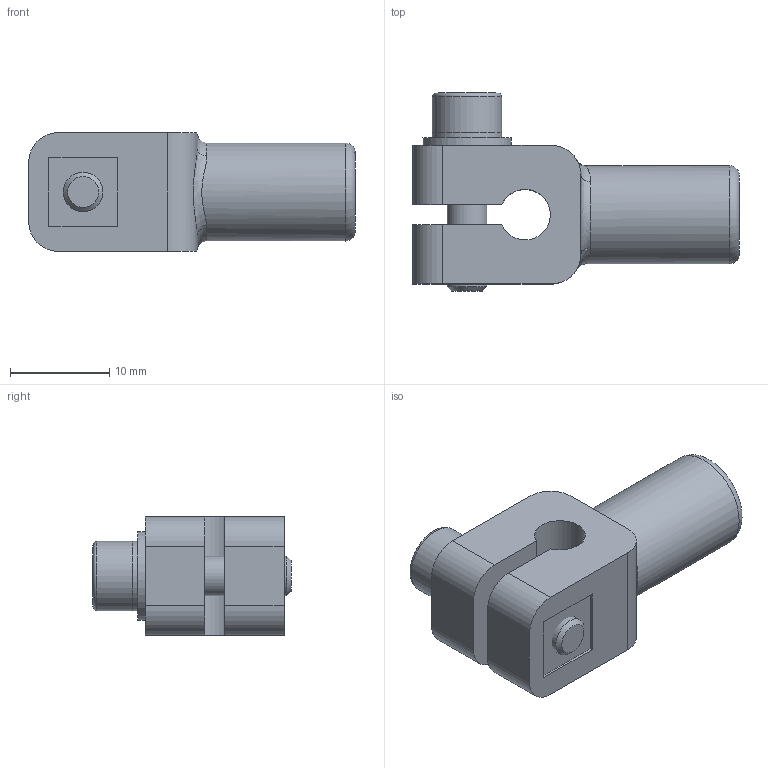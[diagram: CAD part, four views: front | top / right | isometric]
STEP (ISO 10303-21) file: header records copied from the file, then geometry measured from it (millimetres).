
FILE_DESCRIPTION((''),'2;1');
FILE_NAME('1-804-03-00-0 SH 5-10.stp','2008-01-17T10:38:06',('Wilberg'),(''),'Autodesk Inventor 11','Autodesk Inventor 11','');
FILE_SCHEMA(('AUTOMOTIVE_DESIGN { 1 0 10303 214 1 1 1 1 }'));
Length unit declared in the file: millimetre
Products named in the file (6): 1-804-03-00-0 SH 5-10; 1-804-03-01-0 -; ISO 7090-FormA4.3; BMU-493-004; ISO 4762-M4x16; DIN 562-M4
Assembly tree (5 placements, depth 2):
  1-804-03-00-0 SH 5-10
    1-804-03-01-0 -
    ISO 7090-FormA4.3
    BMU-493-004
    ISO 4762-M4x16
    DIN 562-M4
Bounding box: 33 x 20 x 12 mm (x, y, z)
Volume: 3517.8 mm3; surface area: 3005.8 mm2
Topology: 5 solids, 5 shells, 65 faces, 148 edges, 97 vertices
Faces by surface type: plane 36, cylinder 15, bspline 10, cone 3, torus 1
Full cylindrical faces by diameter (mm): 4 x2, 4.3 x2, 7 x2, 9 x1, 9.9 x1
Entity records: 2359 total; most frequent: CARTESIAN_POINT 831, DIRECTION 296, ORIENTED_EDGE 250, EDGE_CURVE 125, AXIS2_PLACEMENT_3D 115, EDGE_LOOP 96, VERTEX_POINT 91, VECTOR 66
